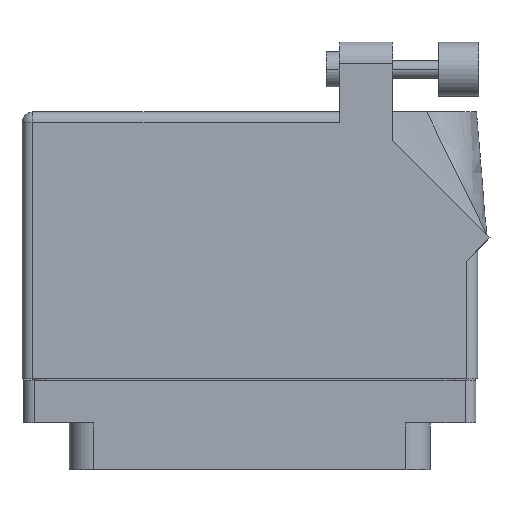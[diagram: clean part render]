
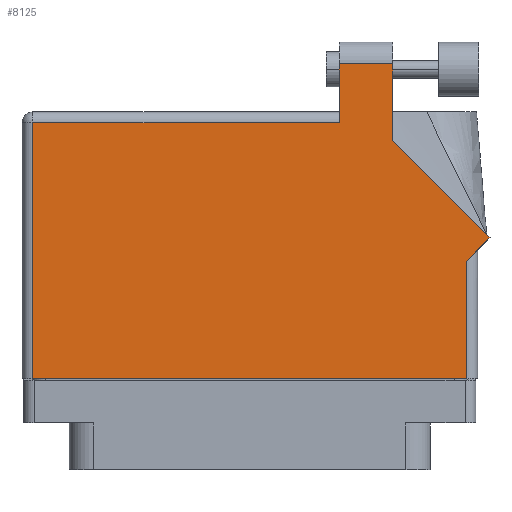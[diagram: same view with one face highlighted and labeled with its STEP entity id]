
A CAD part, front view. The second image highlights one B-rep face of the part: STEP entity #8125.
In plain terms, the highlighted face is planar.
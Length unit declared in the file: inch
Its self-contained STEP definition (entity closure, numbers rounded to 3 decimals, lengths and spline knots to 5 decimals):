
#896 = DIRECTION ( 'NONE',  ( -1., 0., 0. ) ) ;
#1501 = CARTESIAN_POINT ( 'NONE',  ( 1.244, -0.1, 0.455 ) ) ;
#2076 = VECTOR ( 'NONE', #14801, 39.37008 ) ;
#2628 = VECTOR ( 'NONE', #31224, 39.37008 ) ;
#2794 = CARTESIAN_POINT ( 'NONE',  ( 1.306, 0.637, 0.455 ) ) ;
#2949 = PLANE ( 'NONE',  #24930 ) ;
#3145 = CARTESIAN_POINT ( 'NONE',  ( -1.244, -0.1, 0.455 ) ) ;
#3312 = VECTOR ( 'NONE', #35182, 39.37008 ) ;
#3663 = ORIENTED_EDGE ( 'NONE', *, *, #23359, .T. ) ;
#4457 = ORIENTED_EDGE ( 'NONE', *, *, #9811, .T. ) ;
#4571 = LINE ( 'NONE', #3145, #45892 ) ;
#4612 = LINE ( 'NONE', #45972, #37844 ) ;
#7456 = ORIENTED_EDGE ( 'NONE', *, *, #12105, .T. ) ;
#8125 = ADVANCED_FACE ( 'NONE', ( #40585 ), #2949, .F. ) ;
#9460 = EDGE_CURVE ( 'NONE', #10674, #48084, #4571, .T. ) ;
#9811 = EDGE_CURVE ( 'NONE', #45633, #26989, #20793, .T. ) ;
#10608 = CARTESIAN_POINT ( 'NONE',  ( -1.306, -0.1, 0.455 ) ) ;
#10674 = VERTEX_POINT ( 'NONE', #35181 ) ;
#10799 = ORIENTED_EDGE ( 'NONE', *, *, #36917, .T. ) ;
#11311 = CARTESIAN_POINT ( 'NONE',  ( -1.306, 1.43, 0.455 ) ) ;
#12044 = CARTESIAN_POINT ( 'NONE',  ( 1.244, 0.575, 0.455 ) ) ;
#12105 = EDGE_CURVE ( 'NONE', #35654, #45633, #37515, .T. ) ;
#14000 = CARTESIAN_POINT ( 'NONE',  ( 1.37671, 0.70771, 0.455 ) ) ;
#14704 = ORIENTED_EDGE ( 'NONE', *, *, #50707, .T. ) ;
#14801 = DIRECTION ( 'NONE',  ( 1., 0., 0. ) ) ;
#14983 = CARTESIAN_POINT ( 'NONE',  ( 0.82, 1.705, 0.455 ) ) ;
#17790 = VERTEX_POINT ( 'NONE', #17841 ) ;
#17841 = CARTESIAN_POINT ( 'NONE',  ( 0.513, 1.705, 0.455 ) ) ;
#20793 = LINE ( 'NONE', #51660, #50272 ) ;
#22495 = CARTESIAN_POINT ( 'NONE',  ( 0.513, 1.368, 0.455 ) ) ;
#23196 = EDGE_CURVE ( 'NONE', #26989, #17790, #25930, .T. ) ;
#23206 = VERTEX_POINT ( 'NONE', #12044 ) ;
#23359 = EDGE_CURVE ( 'NONE', #39719, #23206, #4612, .T. ) ;
#23459 = ORIENTED_EDGE ( 'NONE', *, *, #9460, .T. ) ;
#24612 = EDGE_CURVE ( 'NONE', #17790, #32028, #44629, .T. ) ;
#24930 = AXIS2_PLACEMENT_3D ( 'NONE', #11311, #47206, #51129 ) ;
#25015 = CARTESIAN_POINT ( 'NONE',  ( -1.306, 1.368, 0.455 ) ) ;
#25612 = ORIENTED_EDGE ( 'NONE', *, *, #23196, .T. ) ;
#25930 = LINE ( 'NONE', #39950, #43539 ) ;
#26030 = ORIENTED_EDGE ( 'NONE', *, *, #41150, .T. ) ;
#26989 = VERTEX_POINT ( 'NONE', #14983 ) ;
#27006 = VECTOR ( 'NONE', #896, 39.37008 ) ;
#27170 = DIRECTION ( 'NONE',  ( -0.707, 0.707, 0. ) ) ;
#28744 = CARTESIAN_POINT ( 'NONE',  ( 0.82, 1.26442, 0.455 ) ) ;
#31156 = EDGE_LOOP ( 'NONE', ( #4457, #25612, #38693, #26030, #23459, #14704, #3663, #10799, #7456 ) ) ;
#31224 = DIRECTION ( 'NONE',  ( 0., -1., 0. ) ) ;
#32028 = VERTEX_POINT ( 'NONE', #22495 ) ;
#32048 = DIRECTION ( 'NONE',  ( -1., 0., 0. ) ) ;
#34662 = CARTESIAN_POINT ( 'NONE',  ( -1.244, -0.1, 0.455 ) ) ;
#35181 = CARTESIAN_POINT ( 'NONE',  ( -1.244, 1.368, 0.455 ) ) ;
#35182 = DIRECTION ( 'NONE',  ( 0.707, 0.707, 0. ) ) ;
#35654 = VERTEX_POINT ( 'NONE', #14000 ) ;
#36917 = EDGE_CURVE ( 'NONE', #23206, #35654, #40955, .T. ) ;
#37515 = LINE ( 'NONE', #43497, #38132 ) ;
#37792 = LINE ( 'NONE', #10608, #2076 ) ;
#37844 = VECTOR ( 'NONE', #49355, 39.37008 ) ;
#38132 = VECTOR ( 'NONE', #27170, 39.37008 ) ;
#38693 = ORIENTED_EDGE ( 'NONE', *, *, #24612, .T. ) ;
#39238 = DIRECTION ( 'NONE',  ( 0., 1., 0. ) ) ;
#39719 = VERTEX_POINT ( 'NONE', #1501 ) ;
#39950 = CARTESIAN_POINT ( 'NONE',  ( 0.513, 1.705, 0.455 ) ) ;
#40585 = FACE_OUTER_BOUND ( 'NONE', #31156, .T. ) ;
#40955 = LINE ( 'NONE', #2794, #3312 ) ;
#41150 = EDGE_CURVE ( 'NONE', #32028, #10674, #44020, .T. ) ;
#43497 = CARTESIAN_POINT ( 'NONE',  ( 1.37671, 0.70771, 0.455 ) ) ;
#43539 = VECTOR ( 'NONE', #32048, 39.37008 ) ;
#44020 = LINE ( 'NONE', #25015, #27006 ) ;
#44629 = LINE ( 'NONE', #47471, #2628 ) ;
#45633 = VERTEX_POINT ( 'NONE', #28744 ) ;
#45892 = VECTOR ( 'NONE', #46361, 39.37008 ) ;
#45972 = CARTESIAN_POINT ( 'NONE',  ( 1.244, 0.637, 0.455 ) ) ;
#46361 = DIRECTION ( 'NONE',  ( 0., -1., 0. ) ) ;
#47206 = DIRECTION ( 'NONE',  ( 0., 0., -1. ) ) ;
#47471 = CARTESIAN_POINT ( 'NONE',  ( 0.513, 1.43, 0.455 ) ) ;
#48084 = VERTEX_POINT ( 'NONE', #34662 ) ;
#49355 = DIRECTION ( 'NONE',  ( 0., 1., 0. ) ) ;
#50272 = VECTOR ( 'NONE', #39238, 39.37008 ) ;
#50707 = EDGE_CURVE ( 'NONE', #48084, #39719, #37792, .T. ) ;
#51129 = DIRECTION ( 'NONE',  ( -1., 0., 0. ) ) ;
#51660 = CARTESIAN_POINT ( 'NONE',  ( 0.82, 1.26442, 0.455 ) ) ;
